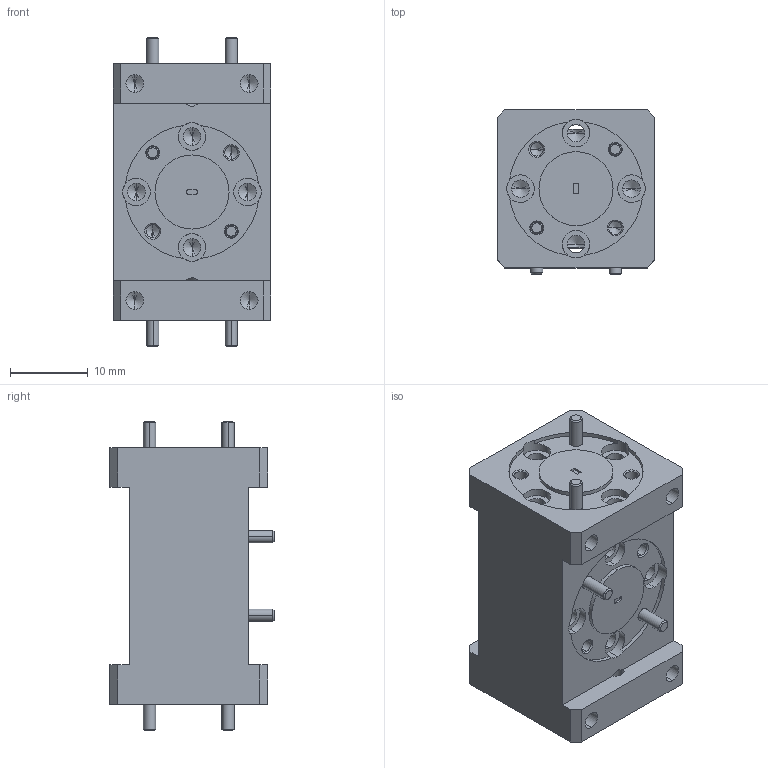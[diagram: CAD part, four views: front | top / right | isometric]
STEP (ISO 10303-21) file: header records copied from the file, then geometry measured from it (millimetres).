
FILE_DESCRIPTION (( 'STEP AP203' ), '1' );
FILE_NAME ('SAT-FG-05105-S1, Defeatured.STEP', '2021-10-21T21:36:56', ( '' ), ( '' ), 'SwSTEP 2.0', 'SolidWorks 2021', '' );
FILE_SCHEMA (( 'CONFIG_CONTROL_DESIGN' ));
Length unit declared in the file: millimetre
Products named in the file (1): SAT-FG-05105-S1, Defeatured
Bounding box: 20.32 x 21.15 x 39.75 mm (x, y, z)
Volume: 10337.1 mm3; surface area: 5639 mm2
Topology: 7 solids, 19 shells, 665 faces, 1458 edges, 836 vertices
Faces by surface type: cone 244, cylinder 218, plane 203
Entity records: 18061 total; most frequent: CARTESIAN_POINT 3420, DIRECTION 3282, ORIENTED_EDGE 2788, EDGE_CURVE 1394, AXIS2_PLACEMENT_3D 1314, VERTEX_POINT 836, EDGE_LOOP 766, FACE_OUTER_BOUND 665
